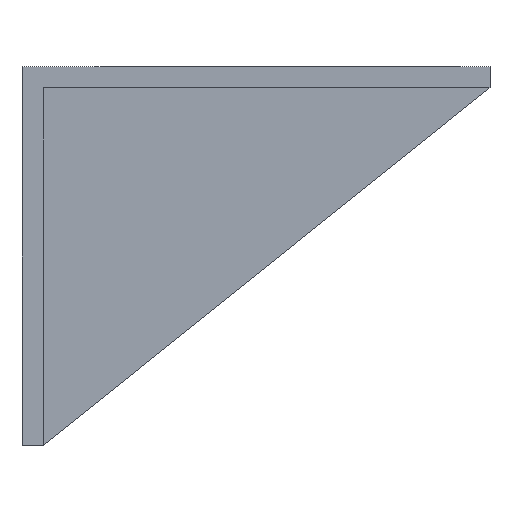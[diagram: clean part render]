
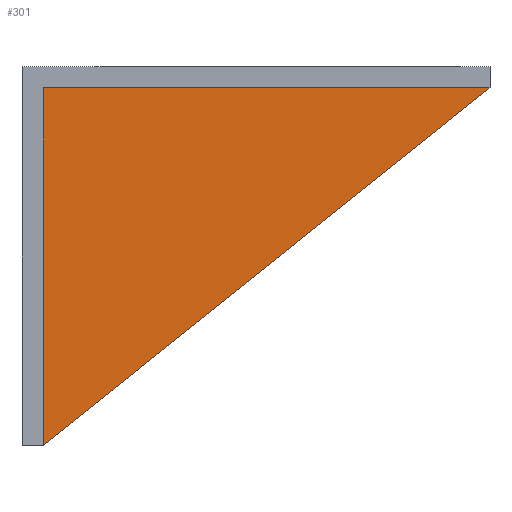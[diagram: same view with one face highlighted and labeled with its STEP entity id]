
A CAD part, front view. The second image highlights one B-rep face of the part: STEP entity #301.
In plain terms, the highlighted planar face has unit normal (0, -1, 0).
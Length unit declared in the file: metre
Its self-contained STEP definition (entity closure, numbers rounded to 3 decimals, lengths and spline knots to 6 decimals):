
#85=ORIENTED_EDGE('',*,*,#109,.F.);
#86=ORIENTED_EDGE('',*,*,#126,.T.);
#87=ORIENTED_EDGE('',*,*,#141,.F.);
#109=EDGE_CURVE('',#146,#148,#173,.T.);
#126=EDGE_CURVE('',#146,#164,#184,.T.);
#141=EDGE_CURVE('',#148,#164,#197,.T.);
#146=VERTEX_POINT('',#428);
#148=VERTEX_POINT('',#431);
#164=VERTEX_POINT('',#466);
#173=LINE('',#430,#203);
#184=LINE('',#465,#214);
#197=LINE('',#494,#227);
#203=VECTOR('',#350,1.);
#214=VECTOR('',#377,1.);
#227=VECTOR('',#406,1.);
#247=EDGE_LOOP('',(#85,#86,#87));
#271=FACE_BOUND('',#247,.T.);
#289=PLANE('',#338);
#301=ADVANCED_FACE('',(#271),#289,.T.);
#338=AXIS2_PLACEMENT_3D('',#495,#407,#408);
#350=DIRECTION('',(1.,0.,0.));
#377=DIRECTION('',(0.,0.,-1.));
#406=DIRECTION('',(-0.781,0.,-0.625));
#407=DIRECTION('',(0.,-1.,0.));
#408=DIRECTION('',(1.,0.,0.));
#428=CARTESIAN_POINT('',(0.005,0.025,0.084));
#430=CARTESIAN_POINT('',(0.0575,0.025,0.084));
#431=CARTESIAN_POINT('',(0.11,0.025,0.084));
#465=CARTESIAN_POINT('',(0.005,0.025,0.042));
#466=CARTESIAN_POINT('',(0.005,0.025,0.));
#494=CARTESIAN_POINT('',(0.0575,0.025,0.042));
#495=CARTESIAN_POINT('',(0.055,0.025,0.0445));
